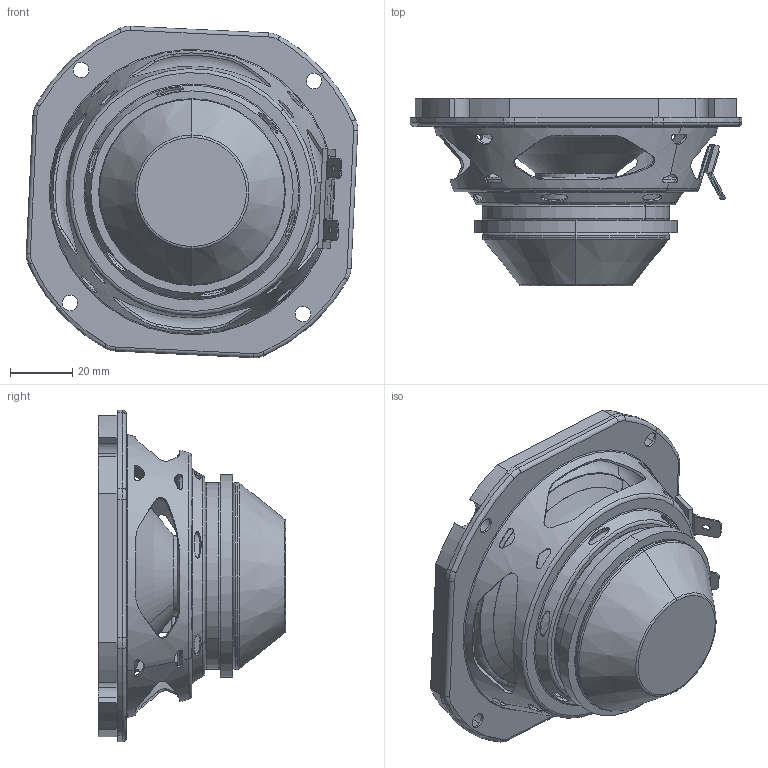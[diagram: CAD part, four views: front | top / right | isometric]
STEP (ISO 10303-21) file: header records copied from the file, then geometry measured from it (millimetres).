
FILE_DESCRIPTION (( 'STEP AP203' ), '1' );
FILE_NAME ('41NFRX16-464A 3D drawing 20211127.SLDPRT.STEP', '2021-11-27T09:50:06', ( '' ), ( '' ), 'SwSTEP 2.0', 'SolidWorks 2020', '' );
FILE_SCHEMA (( 'CONFIG_CONTROL_DESIGN' ));
Length unit declared in the file: millimetre
Products named in the file (16): Gasket; 408; 360 dust cap; Magnet; Spider; 41NFRX16-464A 3D drawing 20211127.SLDPRT; T-Yoke; 464A-P010-00湍貌侗髓殤; Terminal Board_1; Surround; Cone Paper; Terminal; Voice coil; 408Plate; Cone; Positive lug_1
Assembly tree (16 placements, depth 3):
  41NFRX16-464A 3D drawing 20211127.SLDPRT
    T-Yoke
    Magnet
    Cone Paper
      Surround
      Cone
    Voice coil
    Spider
    360 dust cap
    Gasket
    Terminal
      Terminal Board_1
      Positive lug_1  x2
    464A-P010-00湍貌侗髓殤
      408
      408Plate
Bounding box: 106.51 x 60.2 x 106.51 mm (x, y, z)
Volume: 86929.1 mm3; surface area: 92000.2 mm2
Topology: 13 solids, 13 shells, 459 faces, 1259 edges, 821 vertices
Faces by surface type: plane 130, cylinder 105, bspline 98, torus 78, cone 48
Entity records: 21193 total; most frequent: CARTESIAN_POINT 8976, ORIENTED_EDGE 2372, DIRECTION 1976, EDGE_CURVE 1186, AXIS2_PLACEMENT_3D 808, VERTEX_POINT 775, EDGE_LOOP 505, CIRCLE 450
